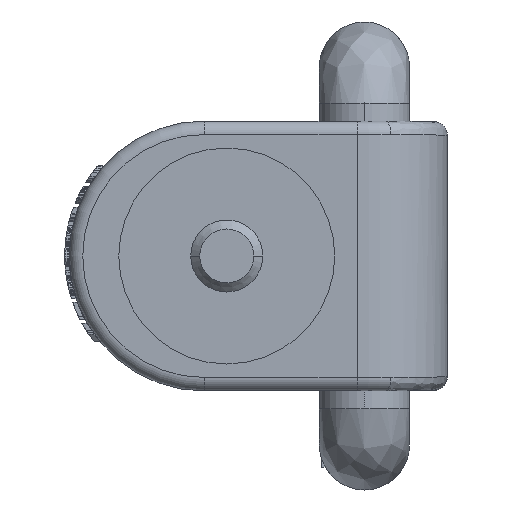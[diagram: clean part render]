
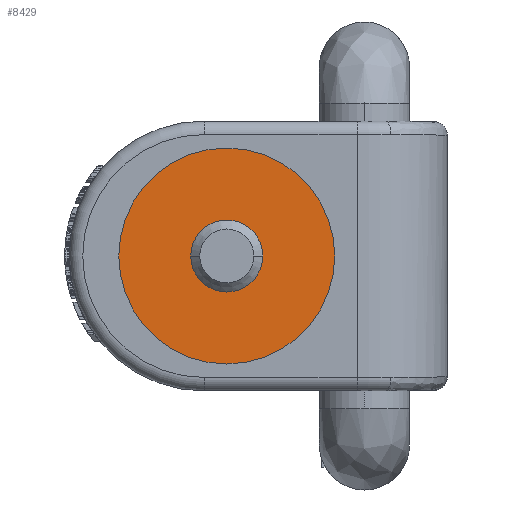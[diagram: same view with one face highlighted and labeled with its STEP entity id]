
A CAD part, front view. The second image highlights one B-rep face of the part: STEP entity #8429.
In plain terms, the highlighted planar face has unit normal (0, -1, 0).
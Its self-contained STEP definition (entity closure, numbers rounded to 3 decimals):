
#65=CARTESIAN_POINT('',(-27.,-4.5,0.));
#66=DIRECTION('',(0.,1.,0.));
#67=DIRECTION('',(1.,0.,0.));
#68=AXIS2_PLACEMENT_3D('',#65,#66,#67);
#70=CARTESIAN_POINT('',(-27.,-4.5,0.));
#71=DIRECTION('',(0.,-1.,0.));
#72=DIRECTION('',(1.,0.,0.));
#73=AXIS2_PLACEMENT_3D('',#70,#71,#72);
#75=CARTESIAN_POINT('',(-27.,-4.5,0.));
#76=DIRECTION('',(0.,1.,0.));
#77=DIRECTION('',(1.,0.,0.));
#78=AXIS2_PLACEMENT_3D('',#75,#76,#77);
#80=CARTESIAN_POINT('',(-27.,-4.5,0.));
#81=DIRECTION('',(0.,-1.,0.));
#82=DIRECTION('',(1.,0.,0.));
#83=AXIS2_PLACEMENT_3D('',#80,#81,#82);
#6980=CARTESIAN_POINT('',(-15.,-4.5,0.));
#6982=VERTEX_POINT('',#6980);
#6988=CARTESIAN_POINT('',(-39.,-4.5,0.));
#6990=VERTEX_POINT('',#6988);
#7012=CARTESIAN_POINT('',(-23.,-4.5,0.));
#7013=CARTESIAN_POINT('',(-31.,-4.5,0.));
#7014=VERTEX_POINT('',#7012);
#7015=VERTEX_POINT('',#7013);
#8414=CARTESIAN_POINT('',(-27.,-4.5,0.));
#8415=DIRECTION('',(0.,-1.,0.));
#8416=DIRECTION('',(-1.,0.,0.));
#8417=AXIS2_PLACEMENT_3D('',#8414,#8415,#8416);
#8418=PLANE('',#8417);
#8419=ORIENTED_EDGE('',*,*,#8407,.F.);
#8420=ORIENTED_EDGE('',*,*,#8396,.T.);
#8421=EDGE_LOOP('',(#8419,#8420));
#8422=FACE_OUTER_BOUND('',#8421,.F.);
#8424=ORIENTED_EDGE('',*,*,#8423,.F.);
#8426=ORIENTED_EDGE('',*,*,#8425,.T.);
#8427=EDGE_LOOP('',(#8424,#8426));
#8428=FACE_BOUND('',#8427,.F.);
#8429=ADVANCED_FACE('',(#8422,#8428),#8418,.T.);
#69=CIRCLE('',#68,12.);
#74=CIRCLE('',#73,12.);
#79=CIRCLE('',#78,4.);
#84=CIRCLE('',#83,4.);
#8396=EDGE_CURVE('',#6982,#6990,#69,.T.);
#8407=EDGE_CURVE('',#6982,#6990,#74,.T.);
#8423=EDGE_CURVE('',#7014,#7015,#79,.T.);
#8425=EDGE_CURVE('',#7014,#7015,#84,.T.);
